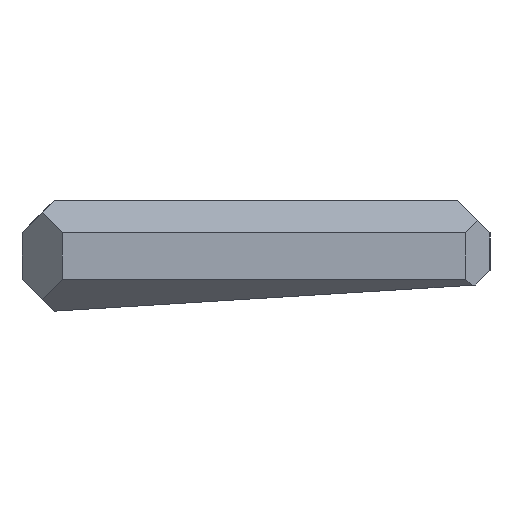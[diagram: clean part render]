
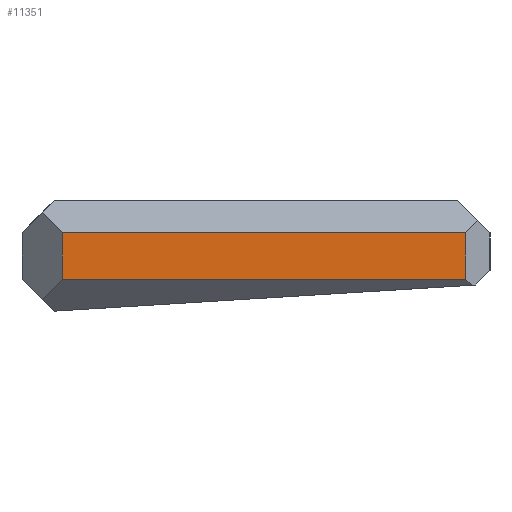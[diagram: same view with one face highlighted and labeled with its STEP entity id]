
A CAD part, left-side view. The second image highlights one B-rep face of the part: STEP entity #11351.
In plain terms, the highlighted planar face has unit normal (-1, 0, 0).
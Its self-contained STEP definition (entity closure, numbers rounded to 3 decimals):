
#1727=LINE('',#20044,#2769);
#1747=LINE('',#20085,#2789);
#1749=LINE('',#20088,#2791);
#1842=LINE('',#20790,#2884);
#2769=VECTOR('',#13375,10.);
#2789=VECTOR('',#13407,10.);
#2791=VECTOR('',#13411,10.);
#2884=VECTOR('',#13688,10.);
#3609=FACE_OUTER_BOUND('',#4271,.T.);
#4271=EDGE_LOOP('',(#10420,#10421,#10422,#10423));
#5356=VERTEX_POINT('',#20041);
#5357=VERTEX_POINT('',#20043);
#5371=VERTEX_POINT('',#20082);
#5372=VERTEX_POINT('',#20084);
#6940=EDGE_CURVE('',#5356,#5357,#1727,.T.);
#6960=EDGE_CURVE('',#5371,#5372,#1747,.T.);
#6962=EDGE_CURVE('',#5357,#5371,#1749,.T.);
#7117=EDGE_CURVE('',#5372,#5356,#1842,.T.);
#10420=ORIENTED_EDGE('',*,*,#6940,.F.);
#10421=ORIENTED_EDGE('',*,*,#7117,.F.);
#10422=ORIENTED_EDGE('',*,*,#6960,.F.);
#10423=ORIENTED_EDGE('',*,*,#6962,.F.);
#10747=PLANE('',#11796);
#11351=ADVANCED_FACE('',(#3609),#10747,.T.);
#11796=AXIS2_PLACEMENT_3D('',#20791,#13689,#13690);
#13375=DIRECTION('',(0.,0.,-1.));
#13407=DIRECTION('',(0.,0.,1.));
#13411=DIRECTION('',(0.,1.,0.));
#13688=DIRECTION('',(0.,-1.,0.));
#13689=DIRECTION('center_axis',(-1.,0.,0.));
#13690=DIRECTION('ref_axis',(0.,1.,0.));
#20041=CARTESIAN_POINT('',(-9.253,-3.256,18.5));
#20043=CARTESIAN_POINT('',(-9.253,-3.256,7.));
#20044=CARTESIAN_POINT('',(-9.253,-3.256,0.));
#20082=CARTESIAN_POINT('',(-9.253,97.399,7.));
#20084=CARTESIAN_POINT('',(-9.253,97.399,18.5));
#20085=CARTESIAN_POINT('',(-9.253,97.399,0.));
#20088=CARTESIAN_POINT('',(-9.253,22.09,7.));
#20790=CARTESIAN_POINT('',(-9.253,42.407,18.5));
#20791=CARTESIAN_POINT('Origin',(-9.253,-9.256,0.));
